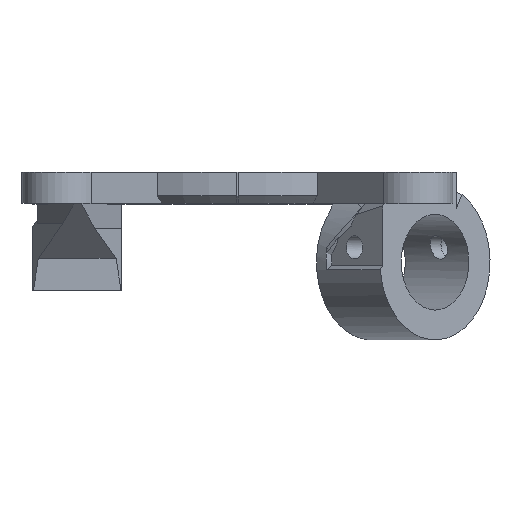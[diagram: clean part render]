
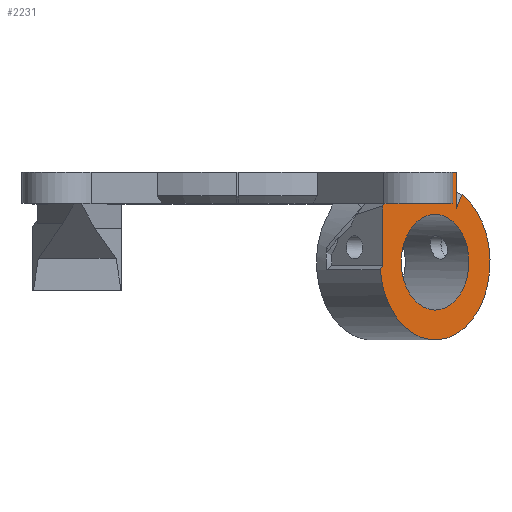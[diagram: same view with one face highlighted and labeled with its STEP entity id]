
A CAD part, top view. The second image highlights one B-rep face of the part: STEP entity #2231.
In plain terms, the highlighted planar face has unit normal (0.707, 0, 0.707).
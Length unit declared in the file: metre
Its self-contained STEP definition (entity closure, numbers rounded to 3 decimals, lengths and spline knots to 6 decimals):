
#221=LINE('',#3542,#402);
#222=LINE('',#3545,#403);
#223=LINE('',#3554,#404);
#224=LINE('',#3556,#405);
#225=LINE('',#3558,#406);
#226=LINE('',#3559,#407);
#227=LINE('',#3560,#408);
#402=VECTOR('',#2873,1.);
#403=VECTOR('',#2874,1.);
#404=VECTOR('',#2877,1.);
#405=VECTOR('',#2878,1.);
#406=VECTOR('',#2879,1.);
#407=VECTOR('',#2880,1.);
#408=VECTOR('',#2881,1.);
#463=CIRCLE('',#2427,0.01);
#464=CIRCLE('',#2428,0.00615);
#862=ORIENTED_EDGE('',*,*,#1382,.F.);
#863=ORIENTED_EDGE('',*,*,#1383,.T.);
#864=ORIENTED_EDGE('',*,*,#1384,.T.);
#865=ORIENTED_EDGE('',*,*,#1385,.F.);
#866=ORIENTED_EDGE('',*,*,#1386,.T.);
#867=ORIENTED_EDGE('',*,*,#1387,.T.);
#868=ORIENTED_EDGE('',*,*,#1388,.F.);
#869=ORIENTED_EDGE('',*,*,#1182,.T.);
#870=ORIENTED_EDGE('',*,*,#1389,.F.);
#871=ORIENTED_EDGE('',*,*,#1390,.T.);
#872=ORIENTED_EDGE('',*,*,#1391,.T.);
#873=ORIENTED_EDGE('',*,*,#1392,.F.);
#1182=EDGE_CURVE('',#1513,#1512,#1725,.T.);
#1382=EDGE_CURVE('',#1647,#1648,#221,.T.);
#1383=EDGE_CURVE('',#1647,#1649,#222,.F.);
#1384=EDGE_CURVE('',#1649,#1650,#463,.T.);
#1385=EDGE_CURVE('',#1651,#1650,#1732,.F.);
#1386=EDGE_CURVE('',#1651,#1652,#223,.T.);
#1387=EDGE_CURVE('',#1652,#1653,#224,.T.);
#1388=EDGE_CURVE('',#1513,#1653,#225,.T.);
#1389=EDGE_CURVE('',#1500,#1512,#226,.T.);
#1390=EDGE_CURVE('',#1500,#1654,#227,.T.);
#1391=EDGE_CURVE('',#1654,#1648,#1733,.T.);
#1392=EDGE_CURVE('',#1655,#1655,#464,.T.);
#1500=VERTEX_POINT('',#3007);
#1512=VERTEX_POINT('',#3108);
#1513=VERTEX_POINT('',#3113);
#1647=VERTEX_POINT('',#3543);
#1648=VERTEX_POINT('',#3544);
#1649=VERTEX_POINT('',#3546);
#1650=VERTEX_POINT('',#3548);
#1651=VERTEX_POINT('',#3553);
#1652=VERTEX_POINT('',#3555);
#1653=VERTEX_POINT('',#3557);
#1654=VERTEX_POINT('',#3561);
#1655=VERTEX_POINT('',#3567);
#1725=B_SPLINE_CURVE_WITH_KNOTS('',3,(#3109,#3110,#3111,#3112),
 .UNSPECIFIED.,.F.,.F.,(4,4),(0.,0.00156),.UNSPECIFIED.);
#1732=B_SPLINE_CURVE_WITH_KNOTS('',3,(#3549,#3550,#3551,#3552),
 .UNSPECIFIED.,.F.,.F.,(4,4),(0.,1.),.UNSPECIFIED.);
#1733=B_SPLINE_CURVE_WITH_KNOTS('',3,(#3562,#3563,#3564,#3565),
 .UNSPECIFIED.,.F.,.F.,(4,4),(0.,1.),.UNSPECIFIED.);
#1881=EDGE_LOOP('',(#862,#863,#864,#865,#866,#867,#868,#869,#870,#871,#872));
#1882=EDGE_LOOP('',(#873));
#2026=FACE_BOUND('',#1881,.T.);
#2027=FACE_BOUND('',#1882,.T.);
#2135=PLANE('',#2426);
#2231=ADVANCED_FACE('',(#2026,#2027),#2135,.F.);
#2426=AXIS2_PLACEMENT_3D('',#3541,#2871,#2872);
#2427=AXIS2_PLACEMENT_3D('',#3547,#2875,#2876);
#2428=AXIS2_PLACEMENT_3D('',#3566,#2882,#2883);
#2871=DIRECTION('',(-0.707,0.,-0.707));
#2872=DIRECTION('',(-0.707,0.,0.707));
#2873=DIRECTION('',(0.,1.,0.));
#2874=DIRECTION('',(0.447,0.774,-0.447));
#2875=DIRECTION('',(0.707,0.,0.707));
#2876=DIRECTION('',(0.707,0.,-0.707));
#2877=DIRECTION('',(0.,1.,0.));
#2878=DIRECTION('',(-0.707,0.,0.707));
#2879=DIRECTION('',(0.,1.,0.));
#2880=DIRECTION('',(0.707,0.,-0.707));
#2881=DIRECTION('',(-0.707,0.,0.707));
#2882=DIRECTION('',(0.707,0.,0.707));
#2883=DIRECTION('',(0.707,0.,-0.707));
#3007=CARTESIAN_POINT('',(0.394656,-0.063,0.041906));
#3108=CARTESIAN_POINT('',(0.397508,-0.063,0.039054));
#3109=CARTESIAN_POINT('',(0.398354,-0.062,0.038207));
#3110=CARTESIAN_POINT('',(0.398073,-0.062335,0.038488));
#3111=CARTESIAN_POINT('',(0.397791,-0.062669,0.03877));
#3112=CARTESIAN_POINT('',(0.397508,-0.063,0.039054));
#3113=CARTESIAN_POINT('',(0.398354,-0.062,0.038207));
#3541=CARTESIAN_POINT('',(0.398563,-0.063001,0.037999));
#3542=CARTESIAN_POINT('',(0.394497,-0.063001,0.042065));
#3543=CARTESIAN_POINT('',(0.394497,-0.070951,0.042065));
#3544=CARTESIAN_POINT('',(0.394497,-0.063283,0.042065));
#3545=CARTESIAN_POINT('',(0.394811,-0.070406,0.04175));
#3546=CARTESIAN_POINT('',(0.394179,-0.071502,0.042383));
#3547=CARTESIAN_POINT('',(0.401214,-0.0705,0.035347));
#3548=CARTESIAN_POINT('',(0.404686,-0.061788,0.031876));
#3549=CARTESIAN_POINT('',(0.404686,-0.061788,0.031876));
#3550=CARTESIAN_POINT('',(0.404454,-0.062369,0.032107));
#3551=CARTESIAN_POINT('',(0.404223,-0.06295,0.032339));
#3552=CARTESIAN_POINT('',(0.403991,-0.06353,0.03257));
#3553=CARTESIAN_POINT('',(0.403991,-0.06353,0.03257));
#3554=CARTESIAN_POINT('',(0.403991,-0.063,0.03257));
#3555=CARTESIAN_POINT('',(0.403991,-0.059,0.03257));
#3556=CARTESIAN_POINT('',(0.385916,-0.059,0.050645));
#3557=CARTESIAN_POINT('',(0.398354,-0.059,0.038207));
#3558=CARTESIAN_POINT('',(0.398354,-0.063,0.038207));
#3559=CARTESIAN_POINT('',(0.398563,-0.063,0.037999));
#3560=CARTESIAN_POINT('',(0.395204,-0.063,0.041358));
#3561=CARTESIAN_POINT('',(0.394639,-0.063,0.041922));
#3562=CARTESIAN_POINT('',(0.394639,-0.063,0.041922));
#3563=CARTESIAN_POINT('',(0.394592,-0.063094,0.04197));
#3564=CARTESIAN_POINT('',(0.394544,-0.063189,0.042017));
#3565=CARTESIAN_POINT('',(0.394497,-0.063283,0.042065));
#3566=CARTESIAN_POINT('',(0.401214,-0.0705,0.035347));
#3567=CARTESIAN_POINT('',(0.405563,-0.0705,0.030999));
